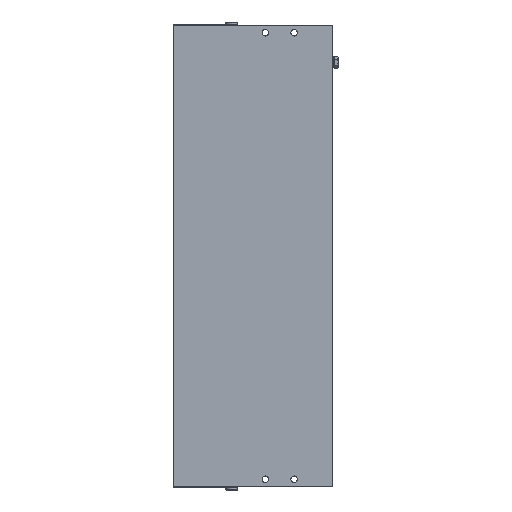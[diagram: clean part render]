
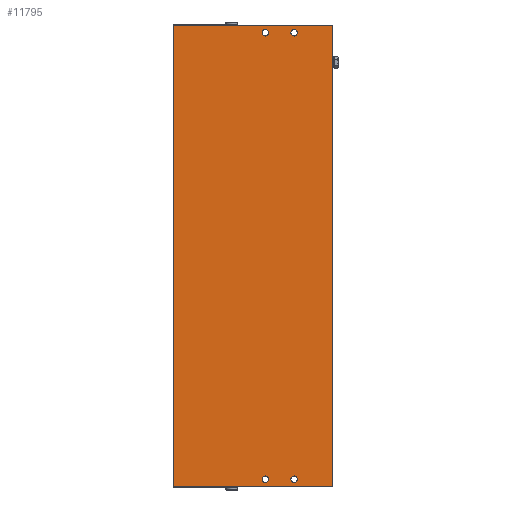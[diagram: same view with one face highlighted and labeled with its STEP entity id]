
A CAD part, front view. The second image highlights one B-rep face of the part: STEP entity #11795.
In plain terms, the highlighted planar face has unit normal (0, -1, 0).
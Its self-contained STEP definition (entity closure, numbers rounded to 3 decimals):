
#787=LINE('',#19258,#1410);
#801=LINE('',#19334,#1424);
#802=LINE('',#19344,#1425);
#803=LINE('',#19346,#1426);
#1410=VECTOR('',#15224,1000.);
#1424=VECTOR('',#15268,1000.);
#1425=VECTOR('',#15279,1000.);
#1426=VECTOR('',#15280,1000.);
#2315=ORIENTED_EDGE('',*,*,#5230,.T.);
#2316=ORIENTED_EDGE('',*,*,#5231,.T.);
#2317=ORIENTED_EDGE('',*,*,#5232,.T.);
#2318=ORIENTED_EDGE('',*,*,#5233,.T.);
#2319=ORIENTED_EDGE('',*,*,#5234,.T.);
#2320=ORIENTED_EDGE('',*,*,#5235,.F.);
#2321=ORIENTED_EDGE('',*,*,#5203,.F.);
#2322=ORIENTED_EDGE('',*,*,#5229,.T.);
#5203=EDGE_CURVE('',#6664,#6651,#787,.T.);
#5229=EDGE_CURVE('',#6664,#6685,#801,.T.);
#5230=EDGE_CURVE('',#6686,#6686,#7738,.T.);
#5231=EDGE_CURVE('',#6687,#6687,#7739,.T.);
#5232=EDGE_CURVE('',#6688,#6688,#7740,.T.);
#5233=EDGE_CURVE('',#6689,#6689,#7741,.T.);
#5234=EDGE_CURVE('',#6685,#6690,#802,.T.);
#5235=EDGE_CURVE('',#6651,#6690,#803,.T.);
#6651=VERTEX_POINT('',#19231);
#6664=VERTEX_POINT('',#19257);
#6685=VERTEX_POINT('',#19333);
#6686=VERTEX_POINT('',#19337);
#6687=VERTEX_POINT('',#19339);
#6688=VERTEX_POINT('',#19341);
#6689=VERTEX_POINT('',#19343);
#6690=VERTEX_POINT('',#19345);
#7738=CIRCLE('',#13211,2.25);
#7739=CIRCLE('',#13212,2.25);
#7740=CIRCLE('',#13213,2.25);
#7741=CIRCLE('',#13214,2.25);
#8496=EDGE_LOOP('',(#2315));
#8497=EDGE_LOOP('',(#2316));
#8498=EDGE_LOOP('',(#2317));
#8499=EDGE_LOOP('',(#2318));
#8500=EDGE_LOOP('',(#2319,#2320,#2321,#2322));
#10059=FACE_BOUND('',#8496,.T.);
#10060=FACE_BOUND('',#8497,.T.);
#10061=FACE_BOUND('',#8498,.T.);
#10062=FACE_BOUND('',#8499,.T.);
#10063=FACE_BOUND('',#8500,.T.);
#11424=PLANE('',#13210);
#11795=ADVANCED_FACE('',(#10059,#10060,#10061,#10062,#10063),#11424,.F.);
#13210=AXIS2_PLACEMENT_3D('',#19335,#15269,#15270);
#13211=AXIS2_PLACEMENT_3D('',#19336,#15271,#15272);
#13212=AXIS2_PLACEMENT_3D('',#19338,#15273,#15274);
#13213=AXIS2_PLACEMENT_3D('',#19340,#15275,#15276);
#13214=AXIS2_PLACEMENT_3D('',#19342,#15277,#15278);
#15224=DIRECTION('',(1.,0.,0.));
#15268=DIRECTION('',(0.,0.,-1.));
#15269=DIRECTION('',(0.,1.,0.));
#15270=DIRECTION('',(0.,0.,1.));
#15271=DIRECTION('',(0.,1.,0.));
#15272=DIRECTION('',(0.,0.,1.));
#15273=DIRECTION('',(0.,1.,0.));
#15274=DIRECTION('',(0.,0.,1.));
#15275=DIRECTION('',(0.,1.,0.));
#15276=DIRECTION('',(0.,0.,1.));
#15277=DIRECTION('',(0.,1.,0.));
#15278=DIRECTION('',(0.,0.,1.));
#15279=DIRECTION('',(1.,0.,0.));
#15280=DIRECTION('',(0.,0.,-1.));
#19231=CARTESIAN_POINT('',(110.,-33.8,320.));
#19257=CARTESIAN_POINT('',(0.,-33.8,320.));
#19258=CARTESIAN_POINT('',(0.,-33.8,320.));
#19333=CARTESIAN_POINT('',(0.,-33.8,0.));
#19334=CARTESIAN_POINT('',(0.,-33.8,320.));
#19335=CARTESIAN_POINT('',(0.,-33.8,320.));
#19336=CARTESIAN_POINT('',(46.5,-33.8,5.));
#19337=CARTESIAN_POINT('',(46.5,-33.8,7.25));
#19338=CARTESIAN_POINT('',(26.5,-33.8,315.));
#19339=CARTESIAN_POINT('',(26.5,-33.8,317.25));
#19340=CARTESIAN_POINT('',(46.5,-33.8,315.));
#19341=CARTESIAN_POINT('',(46.5,-33.8,317.25));
#19342=CARTESIAN_POINT('',(26.5,-33.8,5.));
#19343=CARTESIAN_POINT('',(26.5,-33.8,7.25));
#19344=CARTESIAN_POINT('',(0.,-33.8,0.));
#19345=CARTESIAN_POINT('',(110.,-33.8,0.));
#19346=CARTESIAN_POINT('',(110.,-33.8,320.));
